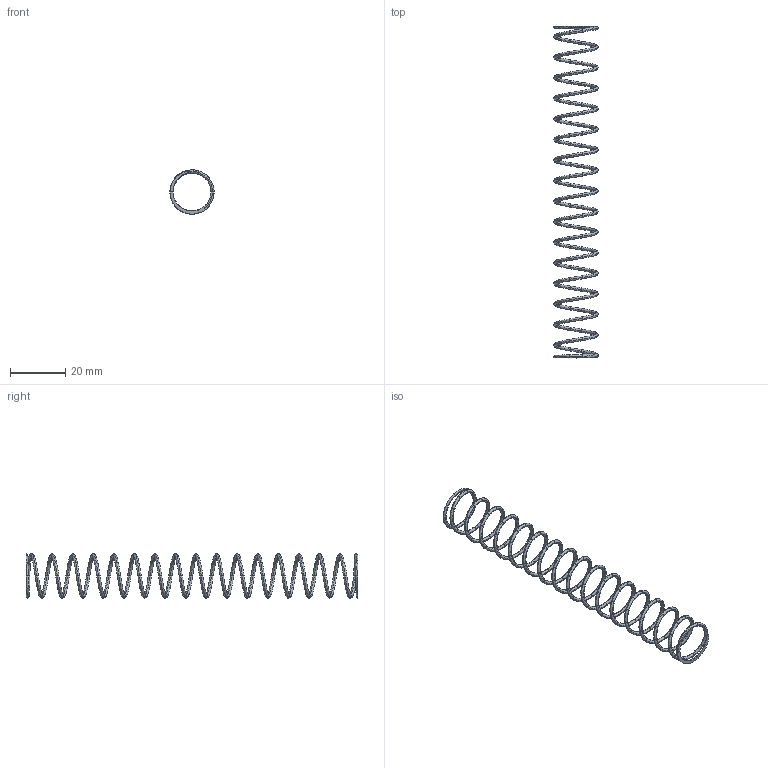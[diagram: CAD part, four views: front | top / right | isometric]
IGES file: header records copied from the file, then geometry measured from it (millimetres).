
Start section: DESIGNBASE IGES
Global section: file name: 11-1627.igs; native system: RICOH DESIGNBASE V15; preprocessor: IGES PREPROCESSOR V15; author: unknown; organization: unknown; date: 20140609.160804; units: millimetre
Bounding box: 16 x 120 x 16 mm (x, y, z)
Surface area: 3119.1 mm2 (no closed solid volume)
Topology: 0 solids, 0 shells, 718 faces, 4881 edges, 6495 vertices
Faces by surface type: bspline 708, plane 10
